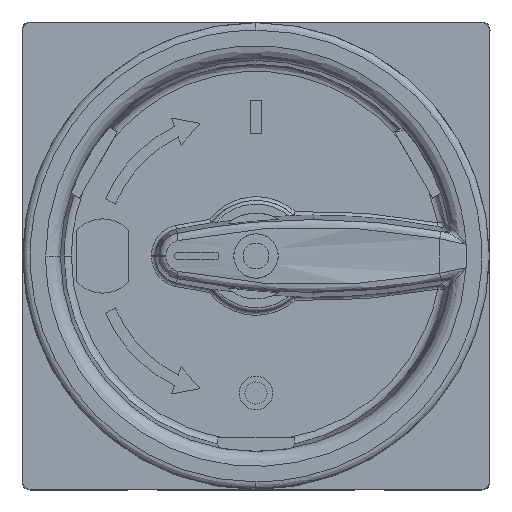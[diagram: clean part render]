
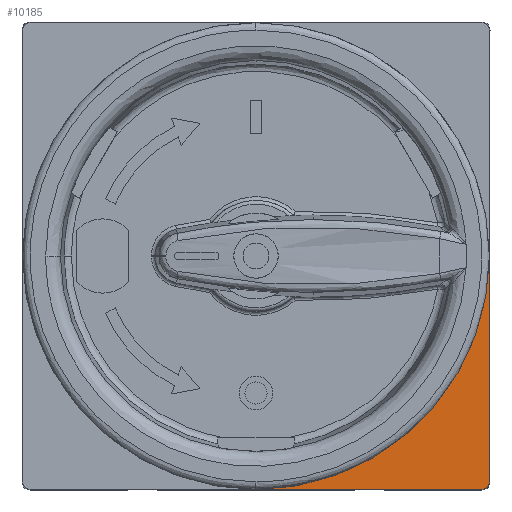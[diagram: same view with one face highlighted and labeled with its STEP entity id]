
A CAD part, front view. The second image highlights one B-rep face of the part: STEP entity #10185.
In plain terms, the highlighted planar face has unit normal (0, -1, 0).
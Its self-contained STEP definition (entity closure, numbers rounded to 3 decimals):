
#309 = AXIS2_PLACEMENT_3D ( 'NONE', #24287, #19885, #35259 ) ;
#1388 = DIRECTION ( 'NONE',  ( 0., -1., 0. ) ) ;
#4828 = EDGE_CURVE ( 'NONE', #23082, #39104, #19914, .T. ) ;
#5030 = CARTESIAN_POINT ( 'NONE',  ( 31.5, -3.5, 0.189 ) ) ;
#7466 = EDGE_CURVE ( 'NONE', #46327, #39104, #38008, .T. ) ;
#7682 = ORIENTED_EDGE ( 'NONE', *, *, #4828, .F. ) ;
#7707 = CARTESIAN_POINT ( 'NONE',  ( 0., -3.5, -31.5 ) ) ;
#9302 = CARTESIAN_POINT ( 'NONE',  ( 0., -3.5, -31.5 ) ) ;
#10185 = ADVANCED_FACE ( 'NONE', ( #12113 ), #27010, .T. ) ;
#11209 = CIRCLE ( 'NONE', #309, 1. ) ;
#11513 = AXIS2_PLACEMENT_3D ( 'NONE', #17983, #32856, #47746 ) ;
#12113 = FACE_OUTER_BOUND ( 'NONE', #43201, .T. ) ;
#16259 = DIRECTION ( 'NONE',  ( -1., 0., 0. ) ) ;
#16287 = DIRECTION ( 'NONE',  ( -1., 0., 0. ) ) ;
#16410 = CARTESIAN_POINT ( 'NONE',  ( 31.5, -3.5, 0. ) ) ;
#17983 = CARTESIAN_POINT ( 'NONE',  ( 0., -3.5, 0. ) ) ;
#19885 = DIRECTION ( 'NONE',  ( 0., -1., 0. ) ) ;
#19914 = LINE ( 'NONE', #7707, #35207 ) ;
#22101 = DIRECTION ( 'NONE',  ( 0., 0., -1. ) ) ;
#23082 = VERTEX_POINT ( 'NONE', #32287 ) ;
#24287 = CARTESIAN_POINT ( 'NONE',  ( 30.5, -3.5, -30.5 ) ) ;
#25827 = ORIENTED_EDGE ( 'NONE', *, *, #34827, .F. ) ;
#27010 = PLANE ( 'NONE',  #27270 ) ;
#27270 = AXIS2_PLACEMENT_3D ( 'NONE', #5030, #1388, #16287 ) ;
#28950 = CARTESIAN_POINT ( 'NONE',  ( 31.5, -3.5, 0. ) ) ;
#29662 = LINE ( 'NONE', #28950, #39914 ) ;
#32198 = VERTEX_POINT ( 'NONE', #41056 ) ;
#32287 = CARTESIAN_POINT ( 'NONE',  ( 30.5, -3.5, -31.5 ) ) ;
#32680 = ORIENTED_EDGE ( 'NONE', *, *, #7466, .T. ) ;
#32856 = DIRECTION ( 'NONE',  ( 0., 1., 0. ) ) ;
#34827 = EDGE_CURVE ( 'NONE', #46327, #32198, #29662, .T. ) ;
#35207 = VECTOR ( 'NONE', #16259, 1000. ) ;
#35259 = DIRECTION ( 'NONE',  ( 0., 0., -1. ) ) ;
#38008 = CIRCLE ( 'NONE', #11513, 31.5 ) ;
#39104 = VERTEX_POINT ( 'NONE', #9302 ) ;
#39914 = VECTOR ( 'NONE', #22101, 1000. ) ;
#41056 = CARTESIAN_POINT ( 'NONE',  ( 31.5, -3.5, -30.5 ) ) ;
#43201 = EDGE_LOOP ( 'NONE', ( #46152, #25827, #32680, #7682 ) ) ;
#43419 = EDGE_CURVE ( 'NONE', #23082, #32198, #11209, .T. ) ;
#46152 = ORIENTED_EDGE ( 'NONE', *, *, #43419, .T. ) ;
#46327 = VERTEX_POINT ( 'NONE', #16410 ) ;
#47746 = DIRECTION ( 'NONE',  ( 0., 0., -1. ) ) ;
